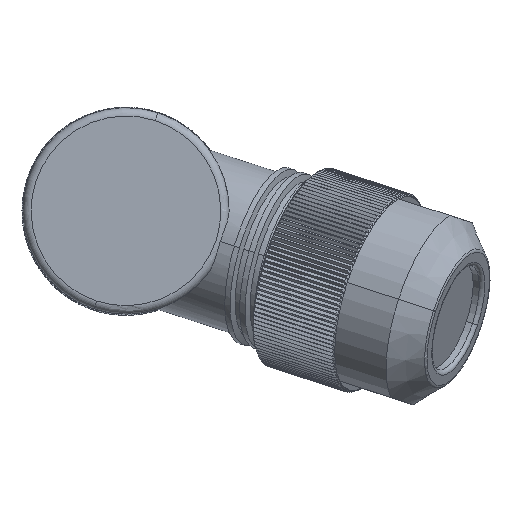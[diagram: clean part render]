
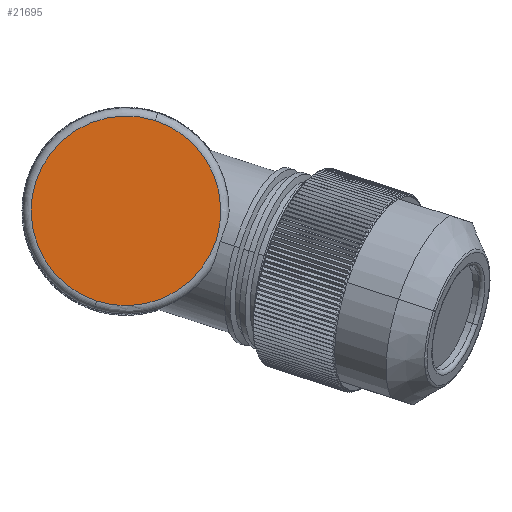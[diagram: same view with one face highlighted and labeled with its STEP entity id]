
A CAD part, top view. The second image highlights one B-rep face of the part: STEP entity #21695.
In plain terms, the highlighted planar face has unit normal (0, 0, 1).
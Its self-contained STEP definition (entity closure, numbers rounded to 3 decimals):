
#5083=AXIS2_PLACEMENT_3D('Circle Axis2P3D',#5081,#5082,$) ;
#21684=AXIS2_PLACEMENT_3D('Plane Axis2P3D',#21681,#21682,#21683) ;
#21688=AXIS2_PLACEMENT_3D('Circle Axis2P3D',#21686,#21687,$) ;
#5022=CARTESIAN_POINT('Vertex',(8.977,12.463,54.5)) ;
#5078=CARTESIAN_POINT('Vertex',(16.023,34.147,54.5)) ;
#5081=CARTESIAN_POINT('Axis2P3D Location',(12.5,23.305,54.5)) ;
#21681=CARTESIAN_POINT('Axis2P3D Location',(10.427,23.978,54.5)) ;
#21686=CARTESIAN_POINT('Axis2P3D Location',(12.5,23.305,54.5)) ;
#5082=DIRECTION('Axis2P3D Direction',(0.,0.,1.)) ;
#21682=DIRECTION('Axis2P3D Direction',(0.,0.,1.)) ;
#21683=DIRECTION('Axis2P3D XDirection',(0.309,0.951,0.)) ;
#21687=DIRECTION('Axis2P3D Direction',(0.,0.,1.)) ;
#21692=ORIENTED_EDGE('',*,*,#5085,.T.) ;
#21693=ORIENTED_EDGE('',*,*,#21690,.T.) ;
#21695=ADVANCED_FACE('Hauptk\X2\00F6\X0\rper',(#21694),#21685,.T.) ;
#5084=CIRCLE('generated circle',#5083,11.4) ;
#21689=CIRCLE('generated circle',#21688,11.4) ;
#5085=EDGE_CURVE('',#5023,#5079,#5084,.T.) ;
#21690=EDGE_CURVE('',#5079,#5023,#21689,.T.) ;
#21691=EDGE_LOOP('',(#21692,#21693)) ;
#21694=FACE_OUTER_BOUND('',#21691,.T.) ;
#21685=PLANE('',#21684) ;
#5023=VERTEX_POINT('',#5022) ;
#5079=VERTEX_POINT('',#5078) ;
